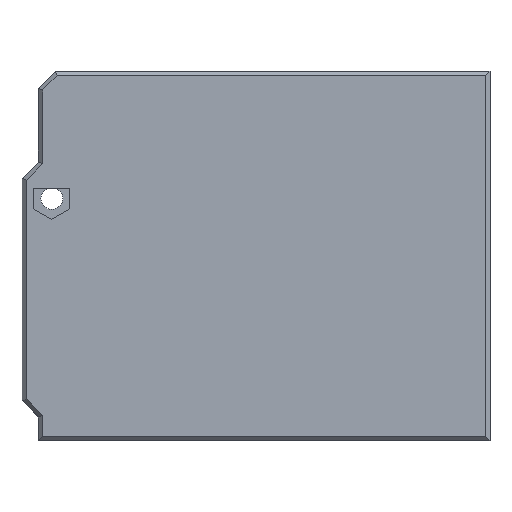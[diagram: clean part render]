
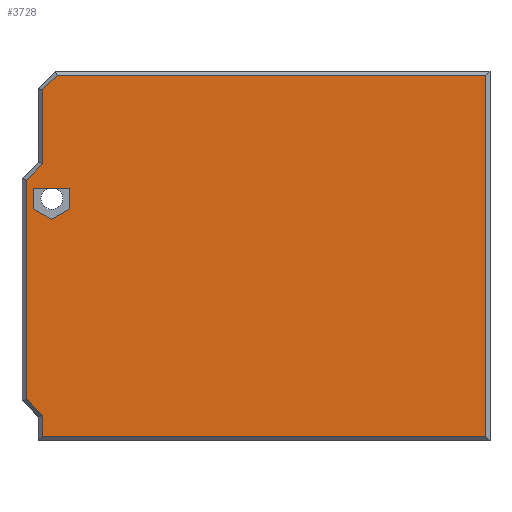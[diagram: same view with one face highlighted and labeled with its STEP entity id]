
A CAD part, top view. The second image highlights one B-rep face of the part: STEP entity #3728.
In plain terms, the highlighted planar face has unit normal (0, 0, 1).
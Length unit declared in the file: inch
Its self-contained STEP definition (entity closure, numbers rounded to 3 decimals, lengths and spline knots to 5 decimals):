
#6 = CARTESIAN_POINT ( 'NONE',  ( 0.051, -2.151, 0.23307 ) ) ;
#105 = CARTESIAN_POINT ( 'NONE',  ( -2.48398, -0.6362, 0.23307 ) ) ;
#287 = CARTESIAN_POINT ( 'NONE',  ( -2.48398, -0.7638, 0.23307 ) ) ;
#404 = CARTESIAN_POINT ( 'NONE',  ( -2.651, -2.151, 0.23307 ) ) ;
#600 = CARTESIAN_POINT ( 'NONE',  ( -1.00699, -1.74415, 0.23307 ) ) ;
#881 = VECTOR ( 'NONE', #10538, 39.37008 ) ;
#969 = ORIENTED_EDGE ( 'NONE', *, *, #5637, .T. ) ;
#1003 = DIRECTION ( 'NONE',  ( 0., 1., 0. ) ) ;
#1147 = CARTESIAN_POINT ( 'NONE',  ( 0.051, 0.051, 0.23307 ) ) ;
#1299 = EDGE_CURVE ( 'NONE', #8658, #8859, #9510, .T. ) ;
#1415 = LINE ( 'NONE', #7222, #881 ) ;
#1416 = EDGE_CURVE ( 'NONE', #7415, #2860, #8077, .T. ) ;
#1484 = ORIENTED_EDGE ( 'NONE', *, *, #1299, .T. ) ;
#1504 = DIRECTION ( 'NONE',  ( -1., 0., 0. ) ) ;
#1541 = PLANE ( 'NONE',  #2248 ) ;
#1589 = CARTESIAN_POINT ( 'NONE',  ( -2.751, -0.58888, 0.23307 ) ) ;
#1793 = CARTESIAN_POINT ( 'NONE',  ( -2.705, -0.7638, 0.23307 ) ) ;
#1868 = ORIENTED_EDGE ( 'NONE', *, *, #1416, .T. ) ;
#2116 = CARTESIAN_POINT ( 'NONE',  ( -0.29026, 0.50274, 0.23307 ) ) ;
#2248 = AXIS2_PLACEMENT_3D ( 'NONE', #8090, #10606, #10498 ) ;
#2514 = LINE ( 'NONE', #7865, #10473 ) ;
#2547 = VECTOR ( 'NONE', #5907, 39.37008 ) ;
#2554 = VECTOR ( 'NONE', #10539, 39.37008 ) ;
#2860 = VERTEX_POINT ( 'NONE', #404 ) ;
#2874 = VECTOR ( 'NONE', #1003, 39.37008 ) ;
#2966 = CARTESIAN_POINT ( 'NONE',  ( -2.48398, 0., 0.23307 ) ) ;
#3017 = VERTEX_POINT ( 'NONE', #3891 ) ;
#3577 = VECTOR ( 'NONE', #3736, 39.37008 ) ;
#3584 = EDGE_LOOP ( 'NONE', ( #969, #3792, #1484, #8638, #1868, #9430, #4340, #9269, #9612 ) ) ;
#3718 = CARTESIAN_POINT ( 'NONE',  ( 0., 0.051, 0.23307 ) ) ;
#3728 = ADVANCED_FACE ( 'NONE', ( #3966, #4826 ), #1541, .T. ) ;
#3736 = DIRECTION ( 'NONE',  ( 0., -1., 0. ) ) ;
#3792 = ORIENTED_EDGE ( 'NONE', *, *, #7820, .T. ) ;
#3891 = CARTESIAN_POINT ( 'NONE',  ( -2.651, -0.03888, 0.23307 ) ) ;
#3966 = FACE_OUTER_BOUND ( 'NONE', #3584, .T. ) ;
#3968 = EDGE_CURVE ( 'NONE', #5591, #8920, #2514, .T. ) ;
#4043 = CARTESIAN_POINT ( 'NONE',  ( -2.59449, -0.82761, 0.23307 ) ) ;
#4090 = VECTOR ( 'NONE', #6563, 39.37008 ) ;
#4118 = EDGE_CURVE ( 'NONE', #8920, #7607, #1415, .T. ) ;
#4193 = CARTESIAN_POINT ( 'NONE',  ( -2.705, -0.6362, 0.23307 ) ) ;
#4292 = CARTESIAN_POINT ( 'NONE',  ( 0.051, 0., 0.23307 ) ) ;
#4340 = ORIENTED_EDGE ( 'NONE', *, *, #5034, .T. ) ;
#4404 = VERTEX_POINT ( 'NONE', #5239 ) ;
#4595 = LINE ( 'NONE', #8571, #10416 ) ;
#4682 = VECTOR ( 'NONE', #1504, 39.37008 ) ;
#4732 = CARTESIAN_POINT ( 'NONE',  ( -1.08106, 1.08106, 0.23307 ) ) ;
#4826 = FACE_BOUND ( 'NONE', #9816, .T. ) ;
#4840 = ORIENTED_EDGE ( 'NONE', *, *, #6252, .F. ) ;
#4844 = LINE ( 'NONE', #4292, #2874 ) ;
#4995 = EDGE_CURVE ( 'NONE', #7611, #3017, #9216, .T. ) ;
#5034 = EDGE_CURVE ( 'NONE', #10114, #9539, #4844, .T. ) ;
#5239 = CARTESIAN_POINT ( 'NONE',  ( -2.651, -0.48888, 0.23307 ) ) ;
#5389 = LINE ( 'NONE', #2116, #6980 ) ;
#5443 = DIRECTION ( 'NONE',  ( 0.866, 0.5, 0. ) ) ;
#5591 = VERTEX_POINT ( 'NONE', #105 ) ;
#5637 = EDGE_CURVE ( 'NONE', #3017, #4404, #6711, .T. ) ;
#5763 = EDGE_CURVE ( 'NONE', #8859, #7415, #4595, .T. ) ;
#5907 = DIRECTION ( 'NONE',  ( 0., -1., 0. ) ) ;
#6149 = VECTOR ( 'NONE', #8653, 39.37008 ) ;
#6252 = EDGE_CURVE ( 'NONE', #7607, #10126, #7856, .T. ) ;
#6273 = EDGE_CURVE ( 'NONE', #6487, #5591, #9503, .T. ) ;
#6487 = VERTEX_POINT ( 'NONE', #287 ) ;
#6505 = CARTESIAN_POINT ( 'NONE',  ( -1.30606, 1.30606, 0.23307 ) ) ;
#6563 = DIRECTION ( 'NONE',  ( -0.707, -0.707, 0. ) ) ;
#6623 = EDGE_CURVE ( 'NONE', #9539, #7611, #8646, .T. ) ;
#6711 = LINE ( 'NONE', #9120, #2547 ) ;
#6812 = CARTESIAN_POINT ( 'NONE',  ( 0., -2.151, 0.23307 ) ) ;
#6923 = VECTOR ( 'NONE', #10179, 39.37008 ) ;
#6980 = VECTOR ( 'NONE', #5443, 39.37008 ) ;
#7152 = DIRECTION ( 'NONE',  ( 0., 1., 0. ) ) ;
#7216 = CARTESIAN_POINT ( 'NONE',  ( -2.651, -2.02112, 0.23307 ) ) ;
#7222 = CARTESIAN_POINT ( 'NONE',  ( -2.705, 0., 0.23307 ) ) ;
#7415 = VERTEX_POINT ( 'NONE', #7216 ) ;
#7507 = ORIENTED_EDGE ( 'NONE', *, *, #6273, .F. ) ;
#7607 = VERTEX_POINT ( 'NONE', #1793 ) ;
#7611 = VERTEX_POINT ( 'NONE', #8232 ) ;
#7820 = EDGE_CURVE ( 'NONE', #4404, #8658, #8003, .T. ) ;
#7856 = LINE ( 'NONE', #600, #6149 ) ;
#7865 = CARTESIAN_POINT ( 'NONE',  ( -2.705, -0.6362, 0.23307 ) ) ;
#8003 = LINE ( 'NONE', #4732, #8456 ) ;
#8077 = LINE ( 'NONE', #9788, #2554 ) ;
#8090 = CARTESIAN_POINT ( 'NONE',  ( 0., 0., 0.23307 ) ) ;
#8232 = CARTESIAN_POINT ( 'NONE',  ( -2.56112, 0.051, 0.23307 ) ) ;
#8456 = VECTOR ( 'NONE', #9607, 39.37008 ) ;
#8465 = EDGE_CURVE ( 'NONE', #2860, #10114, #9224, .T. ) ;
#8534 = ORIENTED_EDGE ( 'NONE', *, *, #4118, .F. ) ;
#8571 = CARTESIAN_POINT ( 'NONE',  ( -2.33606, -2.33606, 0.23307 ) ) ;
#8638 = ORIENTED_EDGE ( 'NONE', *, *, #5763, .T. ) ;
#8646 = LINE ( 'NONE', #3718, #4682 ) ;
#8653 = DIRECTION ( 'NONE',  ( 0.866, -0.5, 0. ) ) ;
#8658 = VERTEX_POINT ( 'NONE', #1589 ) ;
#8757 = CARTESIAN_POINT ( 'NONE',  ( -2.751, -1.92112, 0.23307 ) ) ;
#8825 = CARTESIAN_POINT ( 'NONE',  ( -2.751, 0., 0.23307 ) ) ;
#8859 = VERTEX_POINT ( 'NONE', #8757 ) ;
#8892 = ORIENTED_EDGE ( 'NONE', *, *, #3968, .F. ) ;
#8920 = VERTEX_POINT ( 'NONE', #4193 ) ;
#9120 = CARTESIAN_POINT ( 'NONE',  ( -2.651, 0., 0.23307 ) ) ;
#9216 = LINE ( 'NONE', #6505, #4090 ) ;
#9224 = LINE ( 'NONE', #6812, #6923 ) ;
#9269 = ORIENTED_EDGE ( 'NONE', *, *, #6623, .T. ) ;
#9321 = DIRECTION ( 'NONE',  ( -1., 0., 0. ) ) ;
#9430 = ORIENTED_EDGE ( 'NONE', *, *, #8465, .T. ) ;
#9503 = LINE ( 'NONE', #2966, #10251 ) ;
#9510 = LINE ( 'NONE', #8825, #3577 ) ;
#9539 = VERTEX_POINT ( 'NONE', #1147 ) ;
#9564 = EDGE_CURVE ( 'NONE', #10126, #6487, #5389, .T. ) ;
#9607 = DIRECTION ( 'NONE',  ( -0.707, -0.707, 0. ) ) ;
#9612 = ORIENTED_EDGE ( 'NONE', *, *, #4995, .T. ) ;
#9633 = ORIENTED_EDGE ( 'NONE', *, *, #9564, .F. ) ;
#9788 = CARTESIAN_POINT ( 'NONE',  ( -2.651, 0., 0.23307 ) ) ;
#9816 = EDGE_LOOP ( 'NONE', ( #8534, #8892, #7507, #9633, #4840 ) ) ;
#10114 = VERTEX_POINT ( 'NONE', #6 ) ;
#10126 = VERTEX_POINT ( 'NONE', #4043 ) ;
#10178 = DIRECTION ( 'NONE',  ( 0.707, -0.707, 0. ) ) ;
#10179 = DIRECTION ( 'NONE',  ( 1., 0., 0. ) ) ;
#10251 = VECTOR ( 'NONE', #7152, 39.37008 ) ;
#10416 = VECTOR ( 'NONE', #10178, 39.37008 ) ;
#10473 = VECTOR ( 'NONE', #9321, 39.37008 ) ;
#10498 = DIRECTION ( 'NONE',  ( 1., 0., 0. ) ) ;
#10538 = DIRECTION ( 'NONE',  ( 0., -1., 0. ) ) ;
#10539 = DIRECTION ( 'NONE',  ( 0., -1., 0. ) ) ;
#10606 = DIRECTION ( 'NONE',  ( 0., 0., 1. ) ) ;
